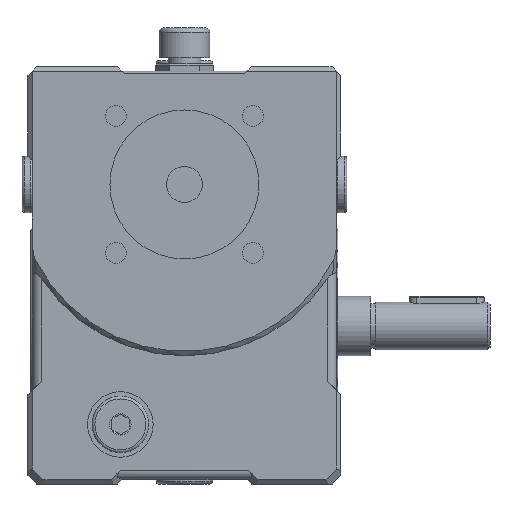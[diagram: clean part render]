
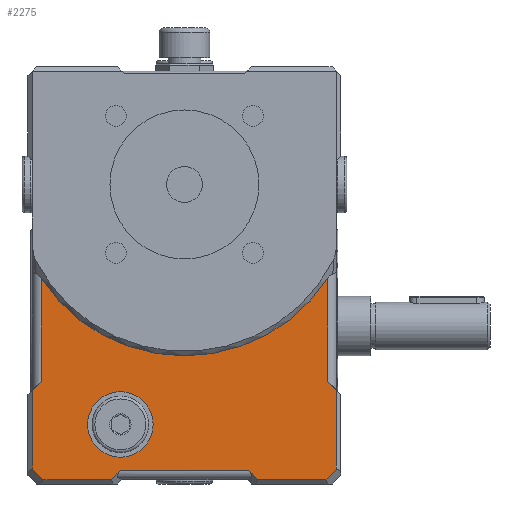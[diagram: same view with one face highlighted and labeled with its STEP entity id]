
A CAD part, left-side view. The second image highlights one B-rep face of the part: STEP entity #2275.
In plain terms, the highlighted planar face has unit normal (-1, 0, 0).
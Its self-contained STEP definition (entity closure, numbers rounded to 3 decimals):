
#2275 = ADVANCED_FACE( '', ( #4955, #4956 ), #4957, .T. );
#4955 = FACE_OUTER_BOUND( '', #7853, .T. );
#4956 = FACE_BOUND( '', #7854, .T. );
#4957 = PLANE( '', #7855 );
#7853 = EDGE_LOOP( '', ( #14039, #14040, #14041, #14042, #14043, #14044, #14045, #14046, #14047, #14048, #14049, #14050, #14051, #14052 ) );
#7854 = EDGE_LOOP( '', ( #14053 ) );
#7855 = AXIS2_PLACEMENT_3D( '', #14054, #14055, #14056 );
#14039 = ORIENTED_EDGE( '', *, *, #15014, .T. );
#14040 = ORIENTED_EDGE( '', *, *, #15125, .F. );
#14041 = ORIENTED_EDGE( '', *, *, #15450, .T. );
#14042 = ORIENTED_EDGE( '', *, *, #16893, .T. );
#14043 = ORIENTED_EDGE( '', *, *, #16617, .T. );
#14044 = ORIENTED_EDGE( '', *, *, #17121, .F. );
#14045 = ORIENTED_EDGE( '', *, *, #16713, .T. );
#14046 = ORIENTED_EDGE( '', *, *, #15358, .T. );
#14047 = ORIENTED_EDGE( '', *, *, #17166, .T. );
#14048 = ORIENTED_EDGE( '', *, *, #16529, .T. );
#14049 = ORIENTED_EDGE( '', *, *, #16330, .T. );
#14050 = ORIENTED_EDGE( '', *, *, #16518, .T. );
#14051 = ORIENTED_EDGE( '', *, *, #14888, .T. );
#14052 = ORIENTED_EDGE( '', *, *, #16605, .T. );
#14053 = ORIENTED_EDGE( '', *, *, #15905, .T. );
#14054 = CARTESIAN_POINT( '', ( 2.5, 0., 30.5 ) );
#14055 = DIRECTION( '', ( -1., 0., 0. ) );
#14056 = DIRECTION( '', ( 0., 0., 1. ) );
#14888 = EDGE_CURVE( '', #17388, #17389, #17390, .T. );
#15014 = EDGE_CURVE( '', #17609, #17614, #17616, .T. );
#15125 = EDGE_CURVE( '', #17809, #17614, #17811, .T. );
#15358 = EDGE_CURVE( '', #18206, #18204, #18207, .T. );
#15450 = EDGE_CURVE( '', #17809, #18354, #18356, .F. );
#15905 = EDGE_CURVE( '', #19083, #19083, #19084, .T. );
#16330 = EDGE_CURVE( '', #19696, #19694, #19697, .F. );
#16518 = EDGE_CURVE( '', #19694, #17388, #19952, .T. );
#16529 = EDGE_CURVE( '', #19962, #19696, #19968, .T. );
#16605 = EDGE_CURVE( '', #17389, #17609, #20066, .T. );
#16617 = EDGE_CURVE( '', #20084, #20082, #20085, .F. );
#16713 = EDGE_CURVE( '', #20210, #18206, #20212, .T. );
#16893 = EDGE_CURVE( '', #18354, #20084, #20436, .F. );
#17121 = EDGE_CURVE( '', #20210, #20082, #20707, .T. );
#17166 = EDGE_CURVE( '', #18204, #19962, #20754, .T. );
#17388 = VERTEX_POINT( '', #21058 );
#17389 = VERTEX_POINT( '', #21059 );
#17390 = LINE( '', #21060, #21061 );
#17609 = VERTEX_POINT( '', #21562 );
#17614 = VERTEX_POINT( '', #21569 );
#17616 = LINE( '', #21572, #21573 );
#17809 = VERTEX_POINT( '', #21886 );
#17811 = LINE( '', #21888, #21889 );
#18204 = VERTEX_POINT( '', #22699 );
#18206 = VERTEX_POINT( '', #22702 );
#18207 = LINE( '', #22703, #22704 );
#18354 = VERTEX_POINT( '', #22914 );
#18356 = LINE( '', #22925, #22926 );
#19083 = VERTEX_POINT( '', #24343 );
#19084 = CIRCLE( '', #24344, 11. );
#19694 = VERTEX_POINT( '', #25672 );
#19696 = VERTEX_POINT( '', #25674 );
#19697 = LINE( '', #25675, #25676 );
#19952 = LINE( '', #26315, #26316 );
#19962 = VERTEX_POINT( '', #26329 );
#19968 = LINE( '', #26338, #26339 );
#20066 = LINE( '', #26514, #26515 );
#20082 = VERTEX_POINT( '', #26539 );
#20084 = VERTEX_POINT( '', #26541 );
#20085 = LINE( '', #26542, #26543 );
#20210 = VERTEX_POINT( '', #26772 );
#20212 = LINE( '', #26775, #26776 );
#20436 = CIRCLE( '', #27246, 57.5 );
#20707 = LINE( '', #27677, #27678 );
#20754 = LINE( '', #27737, #27738 );
#21058 = CARTESIAN_POINT( '', ( 2.5, -24.536, -68.5 ) );
#21059 = CARTESIAN_POINT( '', ( 2.5, -47.464, -68.5 ) );
#21060 = CARTESIAN_POINT( '', ( 2.5, -48.5, -68.5 ) );
#21061 = VECTOR( '', #27996, 1000. );
#21562 = CARTESIAN_POINT( '', ( 2.5, -51., -64.964 ) );
#21569 = CARTESIAN_POINT( '', ( 2.5, -51., -38.5 ) );
#21572 = CARTESIAN_POINT( '', ( 2.5, -51., -41. ) );
#21573 = VECTOR( '', #28169, 1000. );
#21886 = CARTESIAN_POINT( '', ( 2.5, -48., -35.5 ) );
#21888 = CARTESIAN_POINT( '', ( 2.5, -51., -38.5 ) );
#21889 = VECTOR( '', #28319, 1000. );
#22699 = CARTESIAN_POINT( '', ( 2.5, 47.464, -68.5 ) );
#22702 = CARTESIAN_POINT( '', ( 2.5, 51., -64.964 ) );
#22703 = CARTESIAN_POINT( '', ( 2.5, 73.232, -42.732 ) );
#22704 = VECTOR( '', #28649, 1000. );
#22914 = CARTESIAN_POINT( '', ( 2.5, -48., -1.158 ) );
#22925 = CARTESIAN_POINT( '', ( 2.5, -48., 30.5 ) );
#22926 = VECTOR( '', #28769, 1000. );
#24343 = CARTESIAN_POINT( '', ( 2.5, 21.5, -39. ) );
#24344 = AXIS2_PLACEMENT_3D( '', #29286, #29287, #29288 );
#25672 = CARTESIAN_POINT( '', ( 2.5, -21.536, -65.5 ) );
#25674 = CARTESIAN_POINT( '', ( 2.5, 21.536, -65.5 ) );
#25675 = CARTESIAN_POINT( '', ( 2.5, 0., -65.5 ) );
#25676 = VECTOR( '', #29762, 1000. );
#26315 = CARTESIAN_POINT( '', ( 2.5, 37.232, -6.732 ) );
#26316 = VECTOR( '', #29969, 1000. );
#26329 = CARTESIAN_POINT( '', ( 2.5, 24.536, -68.5 ) );
#26338 = CARTESIAN_POINT( '', ( 2.5, -37.232, -6.732 ) );
#26339 = VECTOR( '', #29979, 1000. );
#26514 = CARTESIAN_POINT( '', ( 2.5, -73.232, -42.732 ) );
#26515 = VECTOR( '', #30061, 1000. );
#26539 = CARTESIAN_POINT( '', ( 2.5, 48., -35.5 ) );
#26541 = CARTESIAN_POINT( '', ( 2.5, 48., -1.158 ) );
#26542 = CARTESIAN_POINT( '', ( 2.5, 48., -38.5 ) );
#26543 = VECTOR( '', #30074, 1000. );
#26772 = CARTESIAN_POINT( '', ( 2.5, 51., -38.5 ) );
#26775 = CARTESIAN_POINT( '', ( 2.5, 51., -66. ) );
#26776 = VECTOR( '', #30164, 1000. );
#27246 = AXIS2_PLACEMENT_3D( '', #30317, #30318, #30319 );
#27677 = CARTESIAN_POINT( '', ( 2.5, 51., -38.5 ) );
#27678 = VECTOR( '', #30512, 1000. );
#27737 = CARTESIAN_POINT( '', ( 2.5, 23.5, -68.5 ) );
#27738 = VECTOR( '', #30532, 1000. );
#27996 = DIRECTION( '', ( 0., -1., 0. ) );
#28169 = DIRECTION( '', ( 0., 0., 1. ) );
#28319 = DIRECTION( '', ( 0., -0.707, -0.707 ) );
#28649 = DIRECTION( '', ( 0., -0.707, -0.707 ) );
#28769 = DIRECTION( '', ( 0., 0., -1. ) );
#29286 = CARTESIAN_POINT( '', ( 2.5, 21.5, -50. ) );
#29287 = DIRECTION( '', ( 1., 0., 0. ) );
#29288 = DIRECTION( '', ( 0., 0., 1. ) );
#29762 = DIRECTION( '', ( 0., 1., 0. ) );
#29969 = DIRECTION( '', ( 0., -0.707, -0.707 ) );
#29979 = DIRECTION( '', ( 0., -0.707, 0.707 ) );
#30061 = DIRECTION( '', ( 0., -0.707, 0.707 ) );
#30074 = DIRECTION( '', ( 0., 0., 1. ) );
#30164 = DIRECTION( '', ( 0., 0., -1. ) );
#30317 = CARTESIAN_POINT( '', ( 2.5, 0., 30.5 ) );
#30318 = DIRECTION( '', ( -1., 0., 0. ) );
#30319 = DIRECTION( '', ( 0., 0., 1. ) );
#30512 = DIRECTION( '', ( 0., -0.707, 0.707 ) );
#30532 = DIRECTION( '', ( 0., -1., 0. ) );
